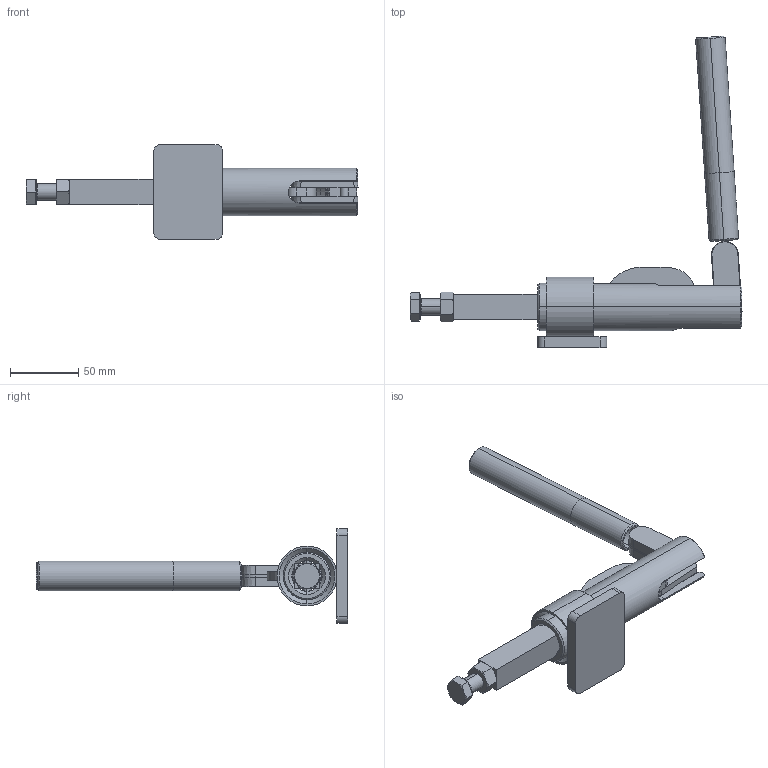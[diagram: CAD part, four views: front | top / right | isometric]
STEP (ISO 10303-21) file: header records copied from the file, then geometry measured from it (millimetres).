
FILE_DESCRIPTION (( 'STEP AP214' ), '1' );
FILE_NAME ('GH-30519M(Â²¤Æ).STEP', '2020-06-19T07:33:30', ( 'LinWei' ), ( '' ), 'SwSTEP 2.0', 'SolidWorks 2016', '' );
FILE_SCHEMA (( 'AUTOMOTIVE_DESIGN' ));
Length unit declared in the file: millimetre
Products named in the file (8): Group7^GH-30519M(簡化); Group5^GH-30519M(簡化); Group4^GH-30519M(簡化); Group3^GH-30519M(簡化); Group1^GH-30519M(簡化); GH-30519M(簡化); 130519M05-重繪-1^GH-30519M(簡化); 4702D152-1^GH-30519M(簡化)
Assembly tree (7 placements, depth 2):
  GH-30519M(簡化)
    Group1^GH-30519M(簡化)
    Group3^GH-30519M(簡化)
    Group4^GH-30519M(簡化)
    Group5^GH-30519M(簡化)
    Group7^GH-30519M(簡化)
    4702D152-1^GH-30519M(簡化)
    130519M05-重繪-1^GH-30519M(簡化)
Bounding box: 244.11 x 229.09 x 69.8 mm (x, y, z)
Volume: 215800.5 mm3; surface area: 92108.8 mm2
Topology: 8 solids, 8 shells, 454 faces, 1196 edges, 776 vertices
Faces by surface type: plane 203, bspline 121, cylinder 76, cone 52, torus 2
Entity records: 18820 total; most frequent: CARTESIAN_POINT 7833, ORIENTED_EDGE 2388, DIRECTION 1767, EDGE_CURVE 1194, VERTEX_POINT 776, VECTOR 667, LINE 667, AXIS2_PLACEMENT_3D 550
